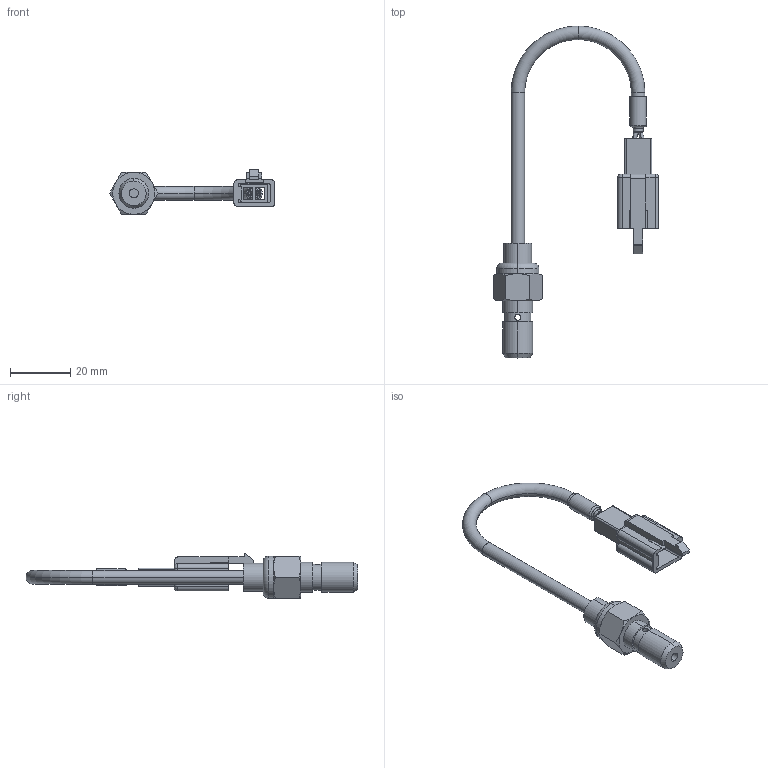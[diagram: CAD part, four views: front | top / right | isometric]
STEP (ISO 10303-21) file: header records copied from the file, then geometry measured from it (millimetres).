
FILE_DESCRIPTION (( 'STEP AP214' ), '1' );
FILE_NAME ('23.STEP', '2020-02-07T15:47:36', ( '' ), ( '' ), 'SwSTEP 2.0', 'SolidWorks 2019', '' );
FILE_SCHEMA (( 'AUTOMOTIVE_DESIGN' ));
Length unit declared in the file: millimetre
Products named in the file (1): 23
Bounding box: 54.83 x 110.32 x 14.83 mm (x, y, z)
Surface area: 6457.3 mm2 (no closed solid volume)
Topology: 0 solids, 5 shells, 156 faces, 420 edges, 269 vertices
Faces by surface type: plane 62, cylinder 60, torus 14, cone 14, bspline 4, sphere 2
Entity records: 7152 total; most frequent: CARTESIAN_POINT 1560, DIRECTION 803, ORIENTED_EDGE 780, EDGE_CURVE 418, AXIS2_PLACEMENT_3D 298, VERTEX_POINT 269, VECTOR 207, LINE 207
